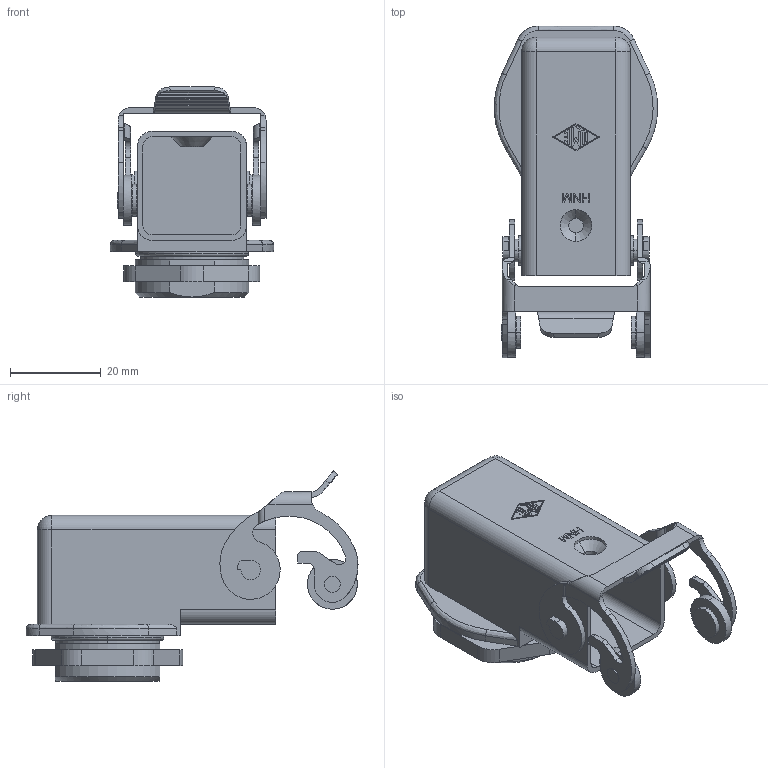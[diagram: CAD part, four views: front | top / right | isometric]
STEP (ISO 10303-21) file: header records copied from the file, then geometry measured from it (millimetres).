
FILE_DESCRIPTION(('Creo Elements/Direct Modeling STEP Export'),'2;1');
FILE_NAME('0ln7uvk5h0nhdi31380','2022-02-01T15:05:44',(''),(''),'Creo Elements/Direct Modeling STEP processor for AP214 (Solid Model)','Creo Elements/Direct Modeling 20.1B 02-Apr-2019 (C) Parametric Technology GmbH','');
FILE_SCHEMA(('AUTOMOTIVE_DESIGN { 1 0 10303 214 1 1 1 1 }'));
Length unit declared in the file: millimetre
Products named in the file (2): RKAX_IAF25
Assembly tree (1 placements, depth 2):
  RKAX_IAF25
    RKAX_IAF25
Bounding box: 35.98 x 73.16 x 46.3 mm (x, y, z)
Volume: 13106.6 mm3; surface area: 15640.6 mm2
Topology: 1 solids, 1 shells, 299 faces, 807 edges, 536 vertices
Faces by surface type: plane 153, cylinder 128, bspline 6, cone 5, extrusion 3, sphere 2, torus 2
Entity records: 13345 total; most frequent: CARTESIAN_POINT 3455, ORIENTED_EDGE 1610, DIRECTION 1507, EDGE_CURVE 805, VERTEX_POINT 536, AXIS2_PLACEMENT_3D 515, VECTOR 477, LINE 474
